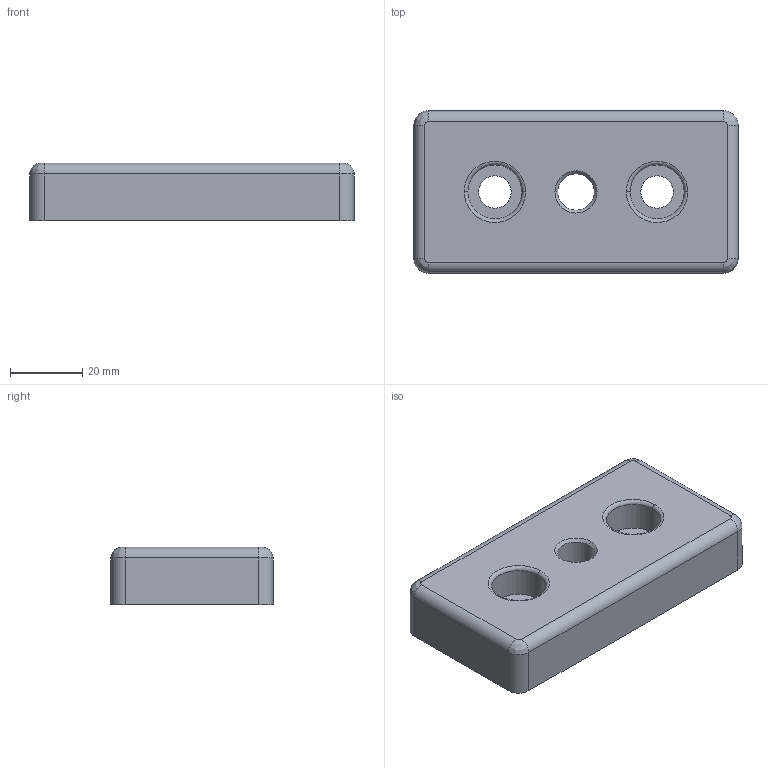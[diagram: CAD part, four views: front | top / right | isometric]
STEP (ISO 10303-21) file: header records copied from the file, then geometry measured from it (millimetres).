
FILE_DESCRIPTION (( 'STEP AP214' ), '1' );
FILE_NAME ('093t45901208s.STEP', '2014-09-05T12:57:33', ( '' ), ( '' ), 'SwSTEP 2.0', 'SolidWorks 2014', '' );
FILE_SCHEMA (( 'AUTOMOTIVE_DESIGN' ));
Length unit declared in the file: millimetre
Products named in the file (1): 093t45901208s
Bounding box: 90 x 45 x 16 mm (x, y, z)
Volume: 44355.3 mm3; surface area: 18284.8 mm2
Topology: 1 solids, 1 shells, 175 faces, 420 edges, 239 vertices
Faces by surface type: cylinder 79, bspline 62, plane 32, cone 2
Entity records: 7890 total; most frequent: CARTESIAN_POINT 2064, DIRECTION 851, ORIENTED_EDGE 808, EDGE_CURVE 404, AXIS2_PLACEMENT_3D 352, VERTEX_POINT 239, CIRCLE 238, EDGE_LOOP 189
